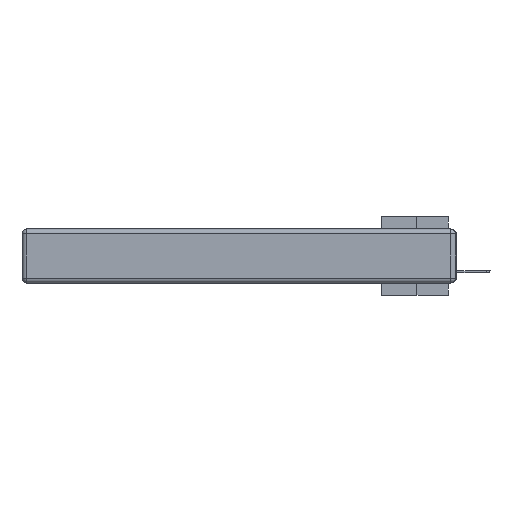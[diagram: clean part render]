
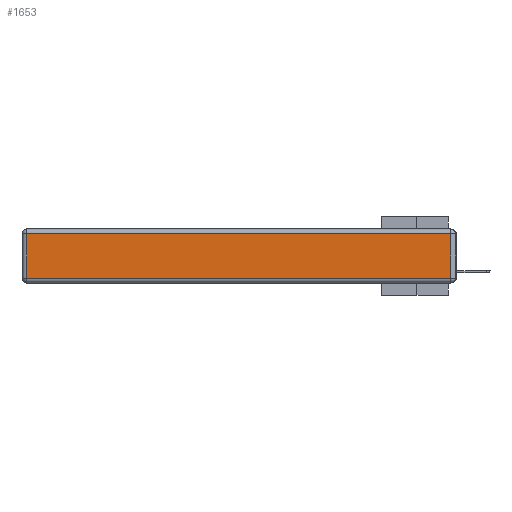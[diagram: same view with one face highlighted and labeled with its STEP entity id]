
A CAD part, left-side view. The second image highlights one B-rep face of the part: STEP entity #1653.
In plain terms, the highlighted planar face has unit normal (-1, 0, 0).
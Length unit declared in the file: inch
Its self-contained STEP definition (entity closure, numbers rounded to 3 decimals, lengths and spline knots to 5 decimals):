
#121 = LINE ( 'NONE', #22655, #30796 ) ;
#716 = EDGE_CURVE ( 'NONE', #21541, #9757, #13100, .T. ) ;
#775 = CARTESIAN_POINT ( 'NONE',  ( 0., 2.72, -0.03 ) ) ;
#1424 = DIRECTION ( 'NONE',  ( -1., 0., 0. ) ) ;
#1653 = ADVANCED_FACE ( 'NONE', ( #30104 ), #6505, .T. ) ;
#2640 = AXIS2_PLACEMENT_3D ( 'NONE', #8704, #1424, #10956 ) ;
#4663 = LINE ( 'NONE', #21004, #17864 ) ;
#5054 = EDGE_LOOP ( 'NONE', ( #15195, #5816, #16710, #25031 ) ) ;
#5573 = VECTOR ( 'NONE', #22330, 39.37008 ) ;
#5816 = ORIENTED_EDGE ( 'NONE', *, *, #15256, .T. ) ;
#6505 = PLANE ( 'NONE',  #2640 ) ;
#8704 = CARTESIAN_POINT ( 'NONE',  ( 0., 0., -0.343 ) ) ;
#9757 = VERTEX_POINT ( 'NONE', #775 ) ;
#10061 = CARTESIAN_POINT ( 'NONE',  ( 0., 2.75, -0.03 ) ) ;
#10956 = DIRECTION ( 'NONE',  ( 0., 0., 1. ) ) ;
#11388 = DIRECTION ( 'NONE',  ( 0., 0., 1. ) ) ;
#12436 = VERTEX_POINT ( 'NONE', #16527 ) ;
#12516 = VECTOR ( 'NONE', #22042, 39.37008 ) ;
#12706 = CARTESIAN_POINT ( 'NONE',  ( 0., 0., -0.313 ) ) ;
#13100 = LINE ( 'NONE', #10061, #5573 ) ;
#14353 = CARTESIAN_POINT ( 'NONE',  ( 0., 0.03, -0.03 ) ) ;
#15195 = ORIENTED_EDGE ( 'NONE', *, *, #16220, .T. ) ;
#15256 = EDGE_CURVE ( 'NONE', #12436, #21541, #4663, .T. ) ;
#16220 = EDGE_CURVE ( 'NONE', #19848, #12436, #20438, .T. ) ;
#16527 = CARTESIAN_POINT ( 'NONE',  ( 0., 0.03, -0.313 ) ) ;
#16710 = ORIENTED_EDGE ( 'NONE', *, *, #716, .T. ) ;
#17864 = VECTOR ( 'NONE', #11388, 39.37008 ) ;
#19848 = VERTEX_POINT ( 'NONE', #30395 ) ;
#20438 = LINE ( 'NONE', #12706, #12516 ) ;
#21004 = CARTESIAN_POINT ( 'NONE',  ( 0., 0.03, -0.343 ) ) ;
#21541 = VERTEX_POINT ( 'NONE', #14353 ) ;
#22042 = DIRECTION ( 'NONE',  ( 0., -1., 0. ) ) ;
#22330 = DIRECTION ( 'NONE',  ( 0., 1., 0. ) ) ;
#22655 = CARTESIAN_POINT ( 'NONE',  ( 0., 2.72, -0.343 ) ) ;
#25031 = ORIENTED_EDGE ( 'NONE', *, *, #29637, .T. ) ;
#29637 = EDGE_CURVE ( 'NONE', #9757, #19848, #121, .T. ) ;
#29758 = DIRECTION ( 'NONE',  ( 0., 0., -1. ) ) ;
#30104 = FACE_OUTER_BOUND ( 'NONE', #5054, .T. ) ;
#30395 = CARTESIAN_POINT ( 'NONE',  ( 0., 2.72, -0.313 ) ) ;
#30796 = VECTOR ( 'NONE', #29758, 39.37008 ) ;
